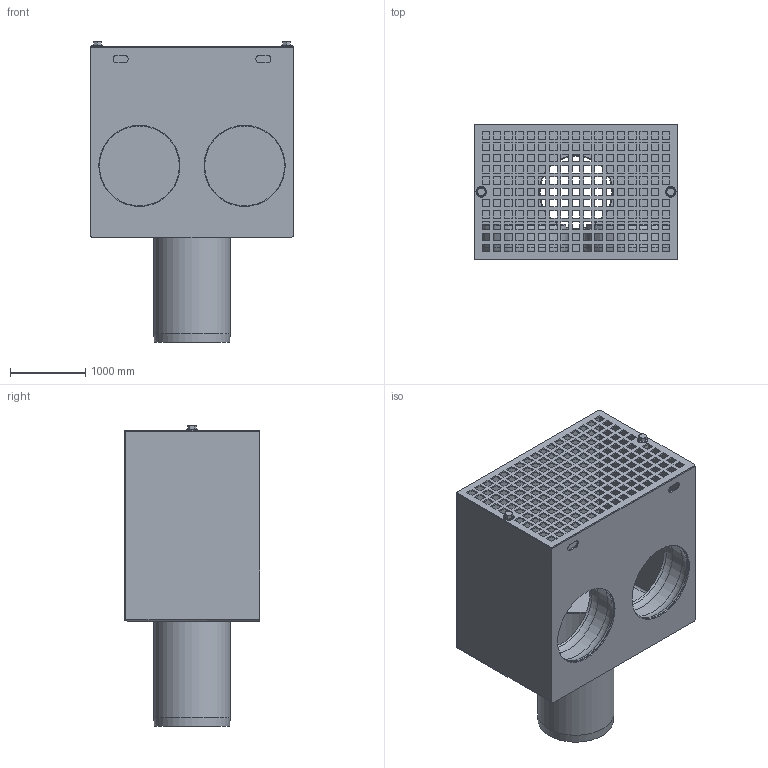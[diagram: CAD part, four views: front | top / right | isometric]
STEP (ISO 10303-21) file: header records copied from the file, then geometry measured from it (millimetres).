
FILE_DESCRIPTION(/* description */ (''),/* implementation_level */ '2;1');
FILE_NAME(/* name */ '13426.D0DX_3D.stp',/* time_stamp */ '2024-12-11T14:45:56+01:00',/* author */ ('CAD'),/* organization */ (''),/* preprocessor_version */ 'ST-DEVELOPER v20',/* originating_system */ 'AutoCAD Mechanical',/* authorisation */ '');
FILE_SCHEMA (('AUTOMOTIVE_DESIGN { 1 0 10303 214 3 1 1 }'));
Length unit declared in the file: centimetre
Products named in the file (2): Product; *S0
Assembly tree (1 placements, depth 2):
  Product
    *S0
Bounding box: 2700 x 1800 x 4005.23 mm (x, y, z)
Volume: 708364324.3 mm3; surface area: 73491553.5 mm2
Topology: 11 solids, 11 shells, 895 faces, 2565 edges, 1692 vertices
Faces by surface type: plane 800, cone 46, cylinder 29, torus 16, bspline 2, sphere 2
Full cylindrical faces by diameter (mm): 60 x2, 80 x2, 140 x2, 980 x2, 1020 x1, 1080 x2, 1140 x2
Entity records: 29635 total; most frequent: CARTESIAN_POINT 5329, ORIENTED_EDGE 5130, DIRECTION 4483, EDGE_CURVE 2565, LINE 2363, VECTOR 2363, VERTEX_POINT 1692, EDGE_LOOP 1291
